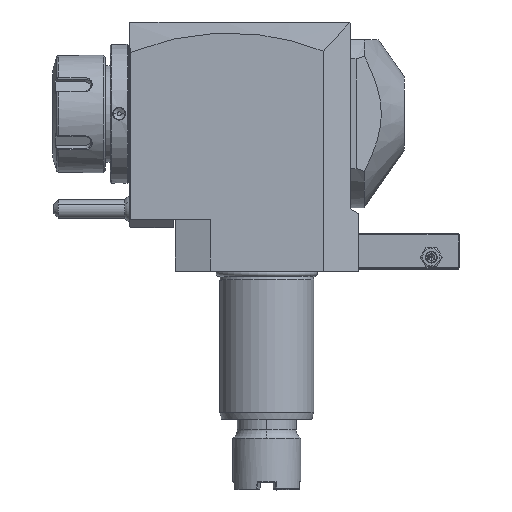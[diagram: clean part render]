
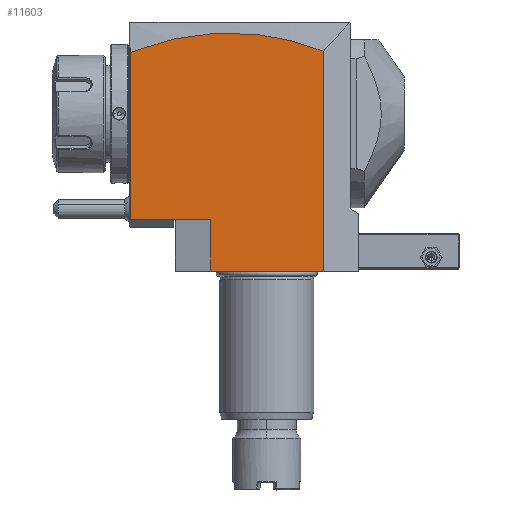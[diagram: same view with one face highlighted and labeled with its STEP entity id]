
A CAD part, top view. The second image highlights one B-rep face of the part: STEP entity #11603.
In plain terms, the highlighted planar face has unit normal (0, 0, 1).
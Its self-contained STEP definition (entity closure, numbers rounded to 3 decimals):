
#29=DIRECTION('',(-1.,0.,0.));
#30=VECTOR('',#29,48.);
#31=CARTESIAN_POINT('',(24.,0.,37.5));
#32=LINE('',#31,#30);
#262=DIRECTION('',(1.,0.,0.));
#263=VECTOR('',#262,33.8);
#264=CARTESIAN_POINT('',(-57.8,22.,37.5));
#265=LINE('',#264,#263);
#302=DIRECTION('',(0.,-1.,0.));
#303=VECTOR('',#302,71.092);
#304=CARTESIAN_POINT('',(-57.8,93.092,37.5));
#305=LINE('',#304,#303);
#311=CARTESIAN_POINT('',(-57.8,93.092,37.5));
#312=CARTESIAN_POINT('',(-50.998,95.812,37.5));
#313=CARTESIAN_POINT('',(-37.387,99.914,37.5));
#314=CARTESIAN_POINT('',(-16.948,102.059,37.5));
#315=CARTESIAN_POINT('',(3.513,100.192,37.5));
#316=CARTESIAN_POINT('',(17.168,96.259,37.5));
#317=CARTESIAN_POINT('',(24.,93.615,37.5));
#319=DIRECTION('',(0.,-1.,0.));
#320=VECTOR('',#319,93.615);
#321=CARTESIAN_POINT('',(24.,93.615,37.5));
#322=LINE('',#321,#320);
#778=DIRECTION('',(0.,-1.,0.));
#779=VECTOR('',#778,22.);
#780=CARTESIAN_POINT('',(-24.,22.,37.5));
#781=LINE('',#780,#779);
#10542=VERTEX_POINT('',#311);
#10543=VERTEX_POINT('',#317);
#10954=CARTESIAN_POINT('',(24.,0.,37.5));
#10956=VERTEX_POINT('',#10954);
#10957=CARTESIAN_POINT('',(-24.,0.,37.5));
#10958=VERTEX_POINT('',#10957);
#11179=CARTESIAN_POINT('',(-57.8,22.,37.5));
#11180=VERTEX_POINT('',#11179);
#11183=CARTESIAN_POINT('',(-24.,22.,37.5));
#11184=VERTEX_POINT('',#11183);
#11588=CARTESIAN_POINT('',(-39.202,22.,37.5));
#11589=DIRECTION('',(0.,0.,1.));
#11590=DIRECTION('',(1.,0.,0.));
#11591=AXIS2_PLACEMENT_3D('',#11588,#11589,#11590);
#11592=PLANE('',#11591);
#11593=ORIENTED_EDGE('',*,*,#11509,.F.);
#11594=ORIENTED_EDGE('',*,*,#11579,.F.);
#11596=ORIENTED_EDGE('',*,*,#11595,.T.);
#11597=ORIENTED_EDGE('',*,*,#11237,.T.);
#11598=ORIENTED_EDGE('',*,*,#11212,.T.);
#11600=ORIENTED_EDGE('',*,*,#11599,.F.);
#11601=EDGE_LOOP('',(#11593,#11594,#11596,#11597,#11598,#11600));
#11602=FACE_OUTER_BOUND('',#11601,.F.);
#318=B_SPLINE_CURVE_WITH_KNOTS('',3,(#311,#312,#313,#314,#315,#316,#317),
.UNSPECIFIED.,.F.,.F.,(4,1,1,1,4),(0.,0.25,0.5,0.75,1.),
.UNSPECIFIED.);
#11212=EDGE_CURVE('',#10956,#10958,#32,.T.);
#11237=EDGE_CURVE('',#10543,#10956,#322,.T.);
#11509=EDGE_CURVE('',#11180,#11184,#265,.T.);
#11579=EDGE_CURVE('',#10542,#11180,#305,.T.);
#11595=EDGE_CURVE('',#10542,#10543,#318,.T.);
#11599=EDGE_CURVE('',#11184,#10958,#781,.T.);
#11603=ADVANCED_FACE('',(#11602),#11592,.T.);
